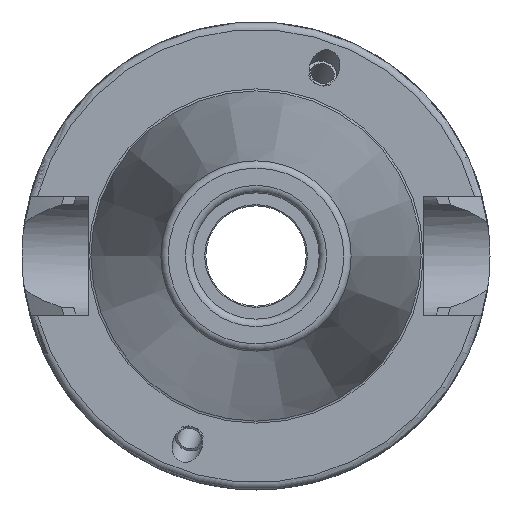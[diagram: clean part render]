
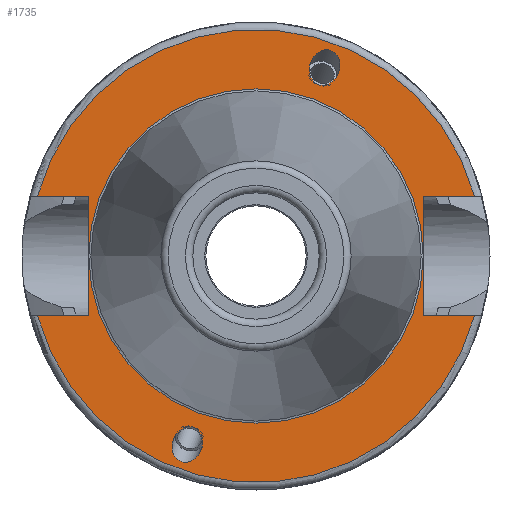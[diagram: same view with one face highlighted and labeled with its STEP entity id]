
A CAD part, left-side view. The second image highlights one B-rep face of the part: STEP entity #1735.
In plain terms, the highlighted planar face has unit normal (-1, 0, 0).
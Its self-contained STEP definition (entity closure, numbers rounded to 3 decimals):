
#27=ELLIPSE('',#1905,2.442,2.);
#36=ELLIPSE('',#1933,2.442,2.);
#55=PLANE('',#2010);
#90=FACE_BOUND('',#320,.T.);
#91=FACE_BOUND('',#321,.T.);
#92=FACE_BOUND('',#322,.T.);
#216=FACE_OUTER_BOUND('',#319,.T.);
#319=EDGE_LOOP('',(#1573,#1574,#1575,#1576,#1577,#1578,#1579,#1580));
#320=EDGE_LOOP('',(#1581));
#321=EDGE_LOOP('',(#1582));
#322=EDGE_LOOP('',(#1583,#1584));
#371=LINE('',#3166,#441);
#375=LINE('',#3174,#445);
#378=LINE('',#3194,#448);
#389=LINE('',#3296,#459);
#392=LINE('',#3317,#462);
#394=LINE('',#3320,#464);
#441=VECTOR('',#2425,10.);
#445=VECTOR('',#2431,10.);
#448=VECTOR('',#2436,10.);
#459=VECTOR('',#2493,10.);
#462=VECTOR('',#2498,10.);
#464=VECTOR('',#2502,10.);
#587=CIRCLE('',#1963,30.5);
#616=CIRCLE('',#2008,22.5);
#617=CIRCLE('',#2009,22.5);
#618=CIRCLE('',#2011,30.5);
#716=VERTEX_POINT('',#2986);
#736=VERTEX_POINT('',#3077);
#755=VERTEX_POINT('',#3154);
#756=VERTEX_POINT('',#3165);
#758=VERTEX_POINT('',#3171);
#759=VERTEX_POINT('',#3173);
#775=VERTEX_POINT('',#3256);
#782=VERTEX_POINT('',#3293);
#783=VERTEX_POINT('',#3295);
#787=VERTEX_POINT('',#3316);
#811=VERTEX_POINT('',#3388);
#812=VERTEX_POINT('',#3390);
#942=EDGE_CURVE('',#716,#716,#27,.T.);
#970=EDGE_CURVE('',#736,#736,#36,.T.);
#992=EDGE_CURVE('',#756,#755,#371,.T.);
#996=EDGE_CURVE('',#759,#758,#375,.T.);
#1001=EDGE_CURVE('',#758,#756,#378,.T.);
#1022=EDGE_CURVE('',#759,#775,#587,.T.);
#1032=EDGE_CURVE('',#783,#782,#389,.T.);
#1037=EDGE_CURVE('',#787,#775,#392,.T.);
#1039=EDGE_CURVE('',#782,#787,#394,.T.);
#1073=EDGE_CURVE('',#812,#811,#616,.T.);
#1074=EDGE_CURVE('',#811,#812,#617,.T.);
#1075=EDGE_CURVE('',#783,#755,#618,.T.);
#1573=ORIENTED_EDGE('',*,*,#992,.T.);
#1574=ORIENTED_EDGE('',*,*,#1075,.F.);
#1575=ORIENTED_EDGE('',*,*,#1032,.T.);
#1576=ORIENTED_EDGE('',*,*,#1039,.T.);
#1577=ORIENTED_EDGE('',*,*,#1037,.T.);
#1578=ORIENTED_EDGE('',*,*,#1022,.F.);
#1579=ORIENTED_EDGE('',*,*,#996,.T.);
#1580=ORIENTED_EDGE('',*,*,#1001,.T.);
#1581=ORIENTED_EDGE('',*,*,#942,.T.);
#1582=ORIENTED_EDGE('',*,*,#970,.T.);
#1583=ORIENTED_EDGE('',*,*,#1073,.T.);
#1584=ORIENTED_EDGE('',*,*,#1074,.T.);
#1735=ADVANCED_FACE('',(#216,#90,#91,#92),#55,.T.);
#1905=AXIS2_PLACEMENT_3D('',#2988,#2335,#2336);
#1933=AXIS2_PLACEMENT_3D('',#3079,#2398,#2399);
#1963=AXIS2_PLACEMENT_3D('',#3257,#2480,#2481);
#2008=AXIS2_PLACEMENT_3D('',#3391,#2587,#2588);
#2009=AXIS2_PLACEMENT_3D('',#3392,#2589,#2590);
#2010=AXIS2_PLACEMENT_3D('',#3393,#2591,#2592);
#2011=AXIS2_PLACEMENT_3D('',#3394,#2593,#2594);
#2335=DIRECTION('center_axis',(1.,0.,0.));
#2336=DIRECTION('ref_axis',(0.,-0.342,0.94));
#2398=DIRECTION('center_axis',(1.,0.,0.));
#2399=DIRECTION('ref_axis',(0.,0.342,-0.94));
#2425=DIRECTION('',(0.,-1.,0.));
#2431=DIRECTION('',(0.,1.,0.));
#2436=DIRECTION('',(0.,0.,1.));
#2480=DIRECTION('center_axis',(1.,0.,0.));
#2481=DIRECTION('ref_axis',(0.,0.,-1.));
#2493=DIRECTION('',(0.,-1.,0.));
#2498=DIRECTION('',(0.,1.,0.));
#2502=DIRECTION('',(0.,0.,-1.));
#2587=DIRECTION('center_axis',(1.,0.,0.));
#2588=DIRECTION('ref_axis',(0.,0.,-1.));
#2589=DIRECTION('center_axis',(1.,0.,0.));
#2590=DIRECTION('ref_axis',(0.,0.,-1.));
#2591=DIRECTION('center_axis',(-1.,0.,0.));
#2592=DIRECTION('ref_axis',(0.,0.,1.));
#2593=DIRECTION('center_axis',(1.,0.,0.));
#2594=DIRECTION('ref_axis',(0.,0.,-1.));
#2986=CARTESIAN_POINT('',(2.,-8.399,23.077));
#2988=CARTESIAN_POINT('Origin',(2.,-9.235,25.372));
#3077=CARTESIAN_POINT('',(2.,8.399,-23.077));
#3079=CARTESIAN_POINT('Origin',(2.,9.235,-25.372));
#3154=CARTESIAN_POINT('',(2.,-29.418,8.05));
#3165=CARTESIAN_POINT('',(2.,-22.6,8.05));
#3166=CARTESIAN_POINT('',(2.,3.95,8.05));
#3171=CARTESIAN_POINT('',(2.,-22.6,-8.05));
#3173=CARTESIAN_POINT('',(2.,-29.418,-8.05));
#3174=CARTESIAN_POINT('',(2.,3.95,-8.05));
#3194=CARTESIAN_POINT('',(2.,-22.6,0.));
#3256=CARTESIAN_POINT('',(2.,29.418,-8.05));
#3257=CARTESIAN_POINT('Origin',(2.,0.,0.));
#3293=CARTESIAN_POINT('',(2.,22.6,8.05));
#3295=CARTESIAN_POINT('',(2.,29.418,8.05));
#3296=CARTESIAN_POINT('',(2.,26.55,8.05));
#3316=CARTESIAN_POINT('',(2.,22.6,-8.05));
#3317=CARTESIAN_POINT('',(2.,26.55,-8.05));
#3320=CARTESIAN_POINT('',(2.,22.6,0.));
#3388=CARTESIAN_POINT('',(2.,0.,22.5));
#3390=CARTESIAN_POINT('',(2.,22.5,0.));
#3391=CARTESIAN_POINT('Origin',(2.,0.,0.));
#3392=CARTESIAN_POINT('Origin',(2.,0.,0.));
#3393=CARTESIAN_POINT('Origin',(2.,30.5,0.));
#3394=CARTESIAN_POINT('Origin',(2.,0.,0.));
